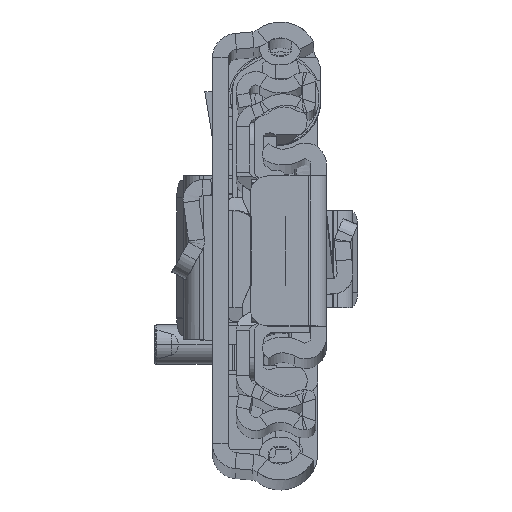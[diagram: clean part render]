
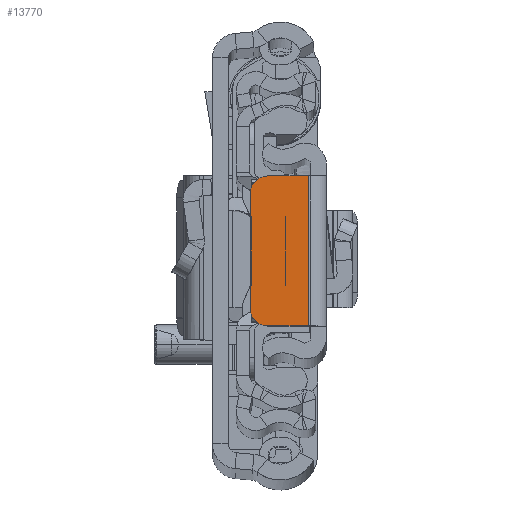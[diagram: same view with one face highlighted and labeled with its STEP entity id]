
A CAD part, top view. The second image highlights one B-rep face of the part: STEP entity #13770.
In plain terms, the highlighted planar face has unit normal (0, 0, 1).
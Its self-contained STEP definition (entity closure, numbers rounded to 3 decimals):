
#639 = CARTESIAN_POINT ( 'NONE',  ( -6.65, 8.5, 0. ) ) ;
#716 = CARTESIAN_POINT ( 'NONE',  ( -2.05, -8.5, 0. ) ) ;
#771 = CARTESIAN_POINT ( 'NONE',  ( -2.05, -8.5, 0. ) ) ;
#883 = VERTEX_POINT ( 'NONE', #639 ) ;
#1167 = DIRECTION ( 'NONE',  ( 0., 0., 1. ) ) ;
#1784 = EDGE_LOOP ( 'NONE', ( #11008, #15527, #2188, #2878, #39171, #22853 ) ) ;
#2188 = ORIENTED_EDGE ( 'NONE', *, *, #26702, .T. ) ;
#2371 = EDGE_CURVE ( 'NONE', #38255, #29881, #23283, .T. ) ;
#2878 = ORIENTED_EDGE ( 'NONE', *, *, #6522, .F. ) ;
#3835 = DIRECTION ( 'NONE',  ( 0., 0., -1. ) ) ;
#4160 = DIRECTION ( 'NONE',  ( -1., 0., 0. ) ) ;
#4266 = FACE_OUTER_BOUND ( 'NONE', #1784, .T. ) ;
#4770 = VECTOR ( 'NONE', #36411, 1000. ) ;
#6443 = EDGE_CURVE ( 'NONE', #41913, #883, #9703, .T. ) ;
#6522 = EDGE_CURVE ( 'NONE', #41913, #6870, #7346, .T. ) ;
#6788 = CIRCLE ( 'NONE', #12199, 2. ) ;
#6870 = VERTEX_POINT ( 'NONE', #716 ) ;
#7346 = LINE ( 'NONE', #771, #4770 ) ;
#7731 = DIRECTION ( 'NONE',  ( 1., 0., 0. ) ) ;
#7836 = CARTESIAN_POINT ( 'NONE',  ( 0., 0., 0. ) ) ;
#9285 = EDGE_CURVE ( 'NONE', #883, #38255, #6788, .T. ) ;
#9703 = LINE ( 'NONE', #41725, #10207 ) ;
#10207 = VECTOR ( 'NONE', #26268, 1000. ) ;
#11008 = ORIENTED_EDGE ( 'NONE', *, *, #2371, .T. ) ;
#12199 = AXIS2_PLACEMENT_3D ( 'NONE', #23011, #25572, #35742 ) ;
#13770 = ADVANCED_FACE ( 'NONE', ( #4266 ), #29734, .F. ) ;
#14321 = CARTESIAN_POINT ( 'NONE',  ( 0., -8.5, 0. ) ) ;
#15527 = ORIENTED_EDGE ( 'NONE', *, *, #27742, .T. ) ;
#15582 = CIRCLE ( 'NONE', #39314, 2. ) ;
#15746 = AXIS2_PLACEMENT_3D ( 'NONE', #7836, #3835, #33728 ) ;
#18825 = CARTESIAN_POINT ( 'NONE',  ( -6.65, -8.5, 0. ) ) ;
#22853 = ORIENTED_EDGE ( 'NONE', *, *, #9285, .T. ) ;
#22947 = VERTEX_POINT ( 'NONE', #18825 ) ;
#23011 = CARTESIAN_POINT ( 'NONE',  ( -6.65, 6.5, 0. ) ) ;
#23283 = LINE ( 'NONE', #35599, #38589 ) ;
#25572 = DIRECTION ( 'NONE',  ( 0., 0., 1. ) ) ;
#26268 = DIRECTION ( 'NONE',  ( -1., 0., 0. ) ) ;
#26456 = LINE ( 'NONE', #14321, #34598 ) ;
#26702 = EDGE_CURVE ( 'NONE', #22947, #6870, #26456, .T. ) ;
#27742 = EDGE_CURVE ( 'NONE', #29881, #22947, #15582, .T. ) ;
#29015 = CARTESIAN_POINT ( 'NONE',  ( -8.65, 6.5, 0. ) ) ;
#29734 = PLANE ( 'NONE',  #15746 ) ;
#29881 = VERTEX_POINT ( 'NONE', #34118 ) ;
#30669 = CARTESIAN_POINT ( 'NONE',  ( -6.65, -6.5, 0. ) ) ;
#33728 = DIRECTION ( 'NONE',  ( -1., 0., 0. ) ) ;
#34118 = CARTESIAN_POINT ( 'NONE',  ( -8.65, -6.5, 0. ) ) ;
#34598 = VECTOR ( 'NONE', #7731, 1000. ) ;
#35389 = DIRECTION ( 'NONE',  ( 0., -1., 0. ) ) ;
#35599 = CARTESIAN_POINT ( 'NONE',  ( -8.65, 0., 0. ) ) ;
#35742 = DIRECTION ( 'NONE',  ( -1., 0., 0. ) ) ;
#36408 = CARTESIAN_POINT ( 'NONE',  ( -2.05, 8.5, 0. ) ) ;
#36411 = DIRECTION ( 'NONE',  ( 0., -1., 0. ) ) ;
#38255 = VERTEX_POINT ( 'NONE', #29015 ) ;
#38589 = VECTOR ( 'NONE', #35389, 1000. ) ;
#39171 = ORIENTED_EDGE ( 'NONE', *, *, #6443, .T. ) ;
#39314 = AXIS2_PLACEMENT_3D ( 'NONE', #30669, #1167, #4160 ) ;
#41725 = CARTESIAN_POINT ( 'NONE',  ( 0., 8.5, 0. ) ) ;
#41913 = VERTEX_POINT ( 'NONE', #36408 ) ;
